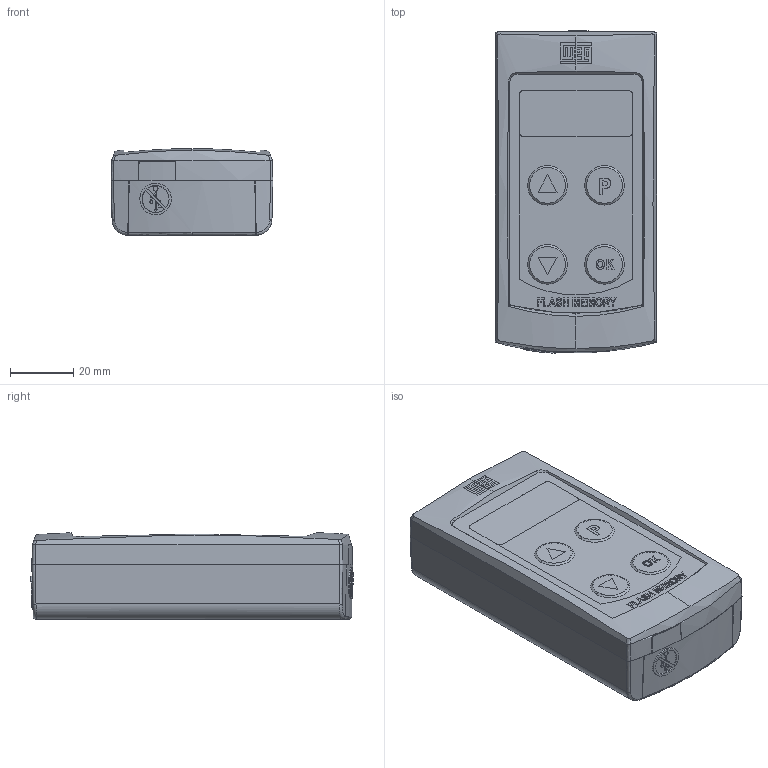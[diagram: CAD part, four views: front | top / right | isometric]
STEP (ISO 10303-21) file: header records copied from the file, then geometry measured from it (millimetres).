
FILE_DESCRIPTION (( 'STEP AP214' ), '1' );
FILE_NAME ('MMF-UDRIVES.STEP', '2024-09-04T01:26:25', ( '' ), ( '' ), 'SwSTEP 2.0', 'SolidWorks 2021', '' );
FILE_SCHEMA (( 'AUTOMOTIVE_DESIGN' ));
Length unit declared in the file: inch
Products named in the file (1): MMF-UDRIVES
Bounding box: 51.2 x 101.87 x 27.43 mm (x, y, z)
Volume: 46087.9 mm3; surface area: 56266.2 mm2
Topology: 9 solids, 9 shells, 1756 faces, 4804 edges, 3105 vertices
Faces by surface type: plane 1059, cylinder 280, bspline 219, cone 162, torus 24, sphere 12
Entity records: 62952 total; most frequent: CARTESIAN_POINT 20813, ORIENTED_EDGE 9568, DIRECTION 7582, EDGE_CURVE 4784, VERTEX_POINT 3103, VECTOR 3026, LINE 3026, AXIS2_PLACEMENT_3D 2278
